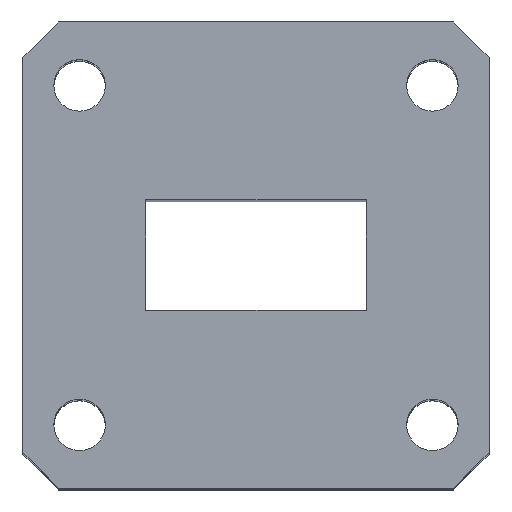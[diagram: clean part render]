
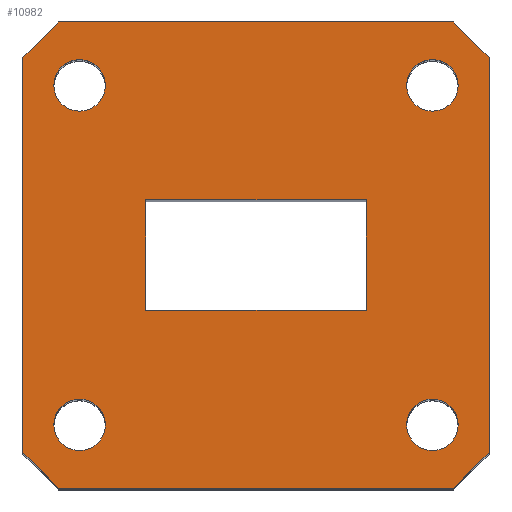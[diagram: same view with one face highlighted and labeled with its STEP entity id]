
A CAD part, top view. The second image highlights one B-rep face of the part: STEP entity #10982.
In plain terms, the highlighted planar face has unit normal (0, 0, 1).
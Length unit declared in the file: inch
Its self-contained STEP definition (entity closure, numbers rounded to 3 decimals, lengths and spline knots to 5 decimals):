
#104 = EDGE_CURVE ( 'NONE', #7015, #7015, #9166, .T. ) ;
#421 = ORIENTED_EDGE ( 'NONE', *, *, #4251, .T. ) ;
#501 = CARTESIAN_POINT ( 'NONE',  ( -0.5565, 0.6565, 0. ) ) ;
#557 = ORIENTED_EDGE ( 'NONE', *, *, #10403, .T. ) ;
#560 = DIRECTION ( 'NONE',  ( -1., 0., 0. ) ) ;
#571 = DIRECTION ( 'NONE',  ( 0., 0., 1. ) ) ;
#606 = VERTEX_POINT ( 'NONE', #7809 ) ;
#621 = LINE ( 'NONE', #3210, #7800 ) ;
#656 = PLANE ( 'NONE',  #8064 ) ;
#702 = FACE_OUTER_BOUND ( 'NONE', #1555, .T. ) ;
#711 = ORIENTED_EDGE ( 'NONE', *, *, #9864, .T. ) ;
#739 = CARTESIAN_POINT ( 'NONE',  ( -0.4245, -0.478, 0. ) ) ;
#802 = VERTEX_POINT ( 'NONE', #978 ) ;
#856 = CARTESIAN_POINT ( 'NONE',  ( 0.311, -0.1555, 0. ) ) ;
#978 = CARTESIAN_POINT ( 'NONE',  ( 0.5695, 0.478, 0. ) ) ;
#1084 = DIRECTION ( 'NONE',  ( 0., 0., 1. ) ) ;
#1133 = CIRCLE ( 'NONE', #3701, 0.0725 ) ;
#1136 = LINE ( 'NONE', #1197, #5354 ) ;
#1197 = CARTESIAN_POINT ( 'NONE',  ( -0.6565, -0.5565, 0. ) ) ;
#1361 = CARTESIAN_POINT ( 'NONE',  ( 0.6565, -0.5565, 0. ) ) ;
#1381 = EDGE_CURVE ( 'NONE', #802, #802, #10704, .T. ) ;
#1417 = VERTEX_POINT ( 'NONE', #2925 ) ;
#1435 = LINE ( 'NONE', #11141, #5347 ) ;
#1504 = VERTEX_POINT ( 'NONE', #501 ) ;
#1518 = EDGE_CURVE ( 'NONE', #10463, #1504, #621, .T. ) ;
#1530 = CARTESIAN_POINT ( 'NONE',  ( 0., 0., 0. ) ) ;
#1555 = EDGE_LOOP ( 'NONE', ( #7333, #2945, #711, #557, #421, #8523, #3041, #1715 ) ) ;
#1623 = ORIENTED_EDGE ( 'NONE', *, *, #1381, .F. ) ;
#1715 = ORIENTED_EDGE ( 'NONE', *, *, #4115, .T. ) ;
#1781 = DIRECTION ( 'NONE',  ( -0.707, 0.707, 0. ) ) ;
#1791 = CARTESIAN_POINT ( 'NONE',  ( 0.5695, -0.478, 0. ) ) ;
#2030 = CIRCLE ( 'NONE', #8447, 0.0725 ) ;
#2203 = VERTEX_POINT ( 'NONE', #7373 ) ;
#2353 = VERTEX_POINT ( 'NONE', #4914 ) ;
#2385 = DIRECTION ( 'NONE',  ( 0., 0., 1. ) ) ;
#2398 = VERTEX_POINT ( 'NONE', #10052 ) ;
#2452 = EDGE_LOOP ( 'NONE', ( #2629 ) ) ;
#2467 = DIRECTION ( 'NONE',  ( 0., 1., 0. ) ) ;
#2629 = ORIENTED_EDGE ( 'NONE', *, *, #104, .F. ) ;
#2908 = DIRECTION ( 'NONE',  ( 1., 0., 0. ) ) ;
#2925 = CARTESIAN_POINT ( 'NONE',  ( 0.5565, -0.6565, 0. ) ) ;
#2932 = AXIS2_PLACEMENT_3D ( 'NONE', #9952, #571, #11097 ) ;
#2945 = ORIENTED_EDGE ( 'NONE', *, *, #8708, .T. ) ;
#2960 = ORIENTED_EDGE ( 'NONE', *, *, #7870, .F. ) ;
#3041 = ORIENTED_EDGE ( 'NONE', *, *, #4037, .T. ) ;
#3144 = LINE ( 'NONE', #10154, #3469 ) ;
#3167 = VERTEX_POINT ( 'NONE', #11220 ) ;
#3182 = CARTESIAN_POINT ( 'NONE',  ( 0.5565, -0.6565, 0. ) ) ;
#3210 = CARTESIAN_POINT ( 'NONE',  ( -0.6565, 0.6565, 0. ) ) ;
#3348 = EDGE_LOOP ( 'NONE', ( #4682 ) ) ;
#3462 = FACE_BOUND ( 'NONE', #4873, .T. ) ;
#3469 = VECTOR ( 'NONE', #2467, 39.37008 ) ;
#3625 = DIRECTION ( 'NONE',  ( -0.707, -0.707, 0. ) ) ;
#3662 = VECTOR ( 'NONE', #1781, 39.37008 ) ;
#3701 = AXIS2_PLACEMENT_3D ( 'NONE', #10310, #2385, #8482 ) ;
#3937 = LINE ( 'NONE', #7443, #8332 ) ;
#4037 = EDGE_CURVE ( 'NONE', #4372, #2203, #3144, .T. ) ;
#4115 = EDGE_CURVE ( 'NONE', #2203, #10463, #6007, .T. ) ;
#4251 = EDGE_CURVE ( 'NONE', #4632, #1417, #10774, .T. ) ;
#4352 = LINE ( 'NONE', #856, #10874 ) ;
#4372 = VERTEX_POINT ( 'NONE', #1361 ) ;
#4474 = CARTESIAN_POINT ( 'NONE',  ( 0.311, 0.1555, 0. ) ) ;
#4632 = VERTEX_POINT ( 'NONE', #10713 ) ;
#4682 = ORIENTED_EDGE ( 'NONE', *, *, #7080, .F. ) ;
#4688 = DIRECTION ( 'NONE',  ( 0.707, -0.707, 0. ) ) ;
#4873 = EDGE_LOOP ( 'NONE', ( #6434 ) ) ;
#4886 = LINE ( 'NONE', #3182, #10332 ) ;
#4914 = CARTESIAN_POINT ( 'NONE',  ( -0.311, -0.1555, 0. ) ) ;
#4936 = VECTOR ( 'NONE', #3625, 39.37008 ) ;
#5049 = ORIENTED_EDGE ( 'NONE', *, *, #6932, .F. ) ;
#5347 = VECTOR ( 'NONE', #560, 39.37008 ) ;
#5354 = VECTOR ( 'NONE', #4688, 39.37008 ) ;
#5579 = AXIS2_PLACEMENT_3D ( 'NONE', #10743, #1084, #6492 ) ;
#5618 = CARTESIAN_POINT ( 'NONE',  ( -0.6565, -0.6565, 0. ) ) ;
#5785 = DIRECTION ( 'NONE',  ( -1., 0., 0. ) ) ;
#5808 = EDGE_CURVE ( 'NONE', #3167, #2353, #3937, .T. ) ;
#5952 = EDGE_LOOP ( 'NONE', ( #1623 ) ) ;
#6007 = LINE ( 'NONE', #6889, #3662 ) ;
#6012 = ORIENTED_EDGE ( 'NONE', *, *, #5808, .F. ) ;
#6030 = ORIENTED_EDGE ( 'NONE', *, *, #10147, .F. ) ;
#6046 = FACE_BOUND ( 'NONE', #5952, .T. ) ;
#6385 = CARTESIAN_POINT ( 'NONE',  ( -0.5565, 0.6565, 0. ) ) ;
#6434 = ORIENTED_EDGE ( 'NONE', *, *, #8954, .F. ) ;
#6492 = DIRECTION ( 'NONE',  ( 1., 0., 0. ) ) ;
#6495 = VERTEX_POINT ( 'NONE', #4474 ) ;
#6889 = CARTESIAN_POINT ( 'NONE',  ( 0.6565, 0.5565, 0. ) ) ;
#6928 = FACE_BOUND ( 'NONE', #3348, .T. ) ;
#6932 = EDGE_CURVE ( 'NONE', #2353, #9022, #9857, .T. ) ;
#6949 = DIRECTION ( 'NONE',  ( 0., 0., 1. ) ) ;
#6955 = CARTESIAN_POINT ( 'NONE',  ( -0.4245, 0.478, 0. ) ) ;
#7015 = VERTEX_POINT ( 'NONE', #739 ) ;
#7080 = EDGE_CURVE ( 'NONE', #10397, #10397, #1133, .T. ) ;
#7333 = ORIENTED_EDGE ( 'NONE', *, *, #1518, .T. ) ;
#7373 = CARTESIAN_POINT ( 'NONE',  ( 0.6565, 0.5565, 0. ) ) ;
#7443 = CARTESIAN_POINT ( 'NONE',  ( -0.311, -0.1555, 0. ) ) ;
#7549 = VECTOR ( 'NONE', #10747, 39.37008 ) ;
#7565 = CARTESIAN_POINT ( 'NONE',  ( 0.5565, 0.6565, 0. ) ) ;
#7800 = VECTOR ( 'NONE', #5785, 39.37008 ) ;
#7809 = CARTESIAN_POINT ( 'NONE',  ( -0.6565, -0.5565, 0. ) ) ;
#7870 = EDGE_CURVE ( 'NONE', #9022, #6495, #4352, .T. ) ;
#8047 = LINE ( 'NONE', #5618, #7549 ) ;
#8064 = AXIS2_PLACEMENT_3D ( 'NONE', #1530, #11344, #9500 ) ;
#8243 = VECTOR ( 'NONE', #2908, 39.37008 ) ;
#8306 = DIRECTION ( 'NONE',  ( 0.707, 0.707, 0. ) ) ;
#8332 = VECTOR ( 'NONE', #10944, 39.37008 ) ;
#8447 = AXIS2_PLACEMENT_3D ( 'NONE', #8614, #6949, #9650 ) ;
#8482 = DIRECTION ( 'NONE',  ( 1., 0., 0. ) ) ;
#8523 = ORIENTED_EDGE ( 'NONE', *, *, #10854, .T. ) ;
#8539 = FACE_BOUND ( 'NONE', #2452, .T. ) ;
#8614 = CARTESIAN_POINT ( 'NONE',  ( -0.497, 0.478, 0. ) ) ;
#8663 = VECTOR ( 'NONE', #10945, 39.37008 ) ;
#8677 = DIRECTION ( 'NONE',  ( 0., 1., 0. ) ) ;
#8708 = EDGE_CURVE ( 'NONE', #1504, #2398, #10689, .T. ) ;
#8769 = EDGE_LOOP ( 'NONE', ( #6030, #2960, #5049, #6012 ) ) ;
#8850 = VERTEX_POINT ( 'NONE', #6955 ) ;
#8954 = EDGE_CURVE ( 'NONE', #8850, #8850, #2030, .T. ) ;
#9022 = VERTEX_POINT ( 'NONE', #9413 ) ;
#9166 = CIRCLE ( 'NONE', #2932, 0.0725 ) ;
#9413 = CARTESIAN_POINT ( 'NONE',  ( 0.311, -0.1555, 0. ) ) ;
#9500 = DIRECTION ( 'NONE',  ( -1., 0., 0. ) ) ;
#9650 = DIRECTION ( 'NONE',  ( 1., 0., 0. ) ) ;
#9857 = LINE ( 'NONE', #10027, #8663 ) ;
#9864 = EDGE_CURVE ( 'NONE', #2398, #606, #8047, .T. ) ;
#9952 = CARTESIAN_POINT ( 'NONE',  ( -0.497, -0.478, 0. ) ) ;
#10027 = CARTESIAN_POINT ( 'NONE',  ( -0.311, -0.1555, 0. ) ) ;
#10052 = CARTESIAN_POINT ( 'NONE',  ( -0.6565, 0.5565, 0. ) ) ;
#10147 = EDGE_CURVE ( 'NONE', #6495, #3167, #1435, .T. ) ;
#10154 = CARTESIAN_POINT ( 'NONE',  ( 0.6565, -0.6565, 0. ) ) ;
#10310 = CARTESIAN_POINT ( 'NONE',  ( 0.497, -0.478, 0. ) ) ;
#10332 = VECTOR ( 'NONE', #8306, 39.37008 ) ;
#10397 = VERTEX_POINT ( 'NONE', #1791 ) ;
#10403 = EDGE_CURVE ( 'NONE', #606, #4632, #1136, .T. ) ;
#10419 = FACE_BOUND ( 'NONE', #8769, .T. ) ;
#10463 = VERTEX_POINT ( 'NONE', #7565 ) ;
#10663 = CARTESIAN_POINT ( 'NONE',  ( -0.6565, -0.6565, 0. ) ) ;
#10689 = LINE ( 'NONE', #6385, #4936 ) ;
#10704 = CIRCLE ( 'NONE', #5579, 0.0725 ) ;
#10713 = CARTESIAN_POINT ( 'NONE',  ( -0.5565, -0.6565, 0. ) ) ;
#10743 = CARTESIAN_POINT ( 'NONE',  ( 0.497, 0.478, 0. ) ) ;
#10747 = DIRECTION ( 'NONE',  ( 0., -1., 0. ) ) ;
#10774 = LINE ( 'NONE', #10663, #8243 ) ;
#10854 = EDGE_CURVE ( 'NONE', #1417, #4372, #4886, .T. ) ;
#10874 = VECTOR ( 'NONE', #8677, 39.37008 ) ;
#10944 = DIRECTION ( 'NONE',  ( 0., -1., 0. ) ) ;
#10945 = DIRECTION ( 'NONE',  ( 1., 0., 0. ) ) ;
#10982 = ADVANCED_FACE ( 'NONE', ( #8539, #6928, #6046, #3462, #702, #10419 ), #656, .F. ) ;
#11097 = DIRECTION ( 'NONE',  ( 1., 0., 0. ) ) ;
#11141 = CARTESIAN_POINT ( 'NONE',  ( -0.311, 0.1555, 0. ) ) ;
#11220 = CARTESIAN_POINT ( 'NONE',  ( -0.311, 0.1555, 0. ) ) ;
#11344 = DIRECTION ( 'NONE',  ( 0., 0., -1. ) ) ;
